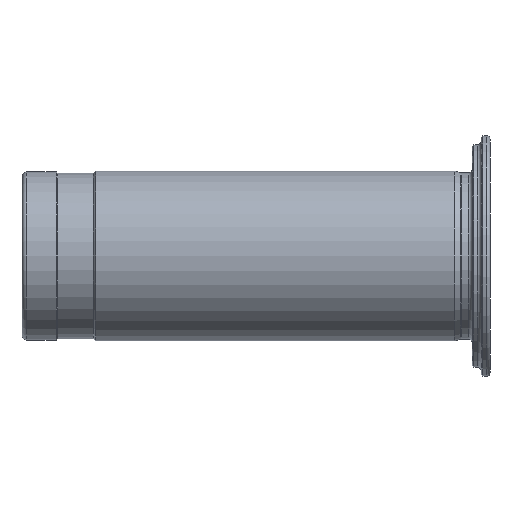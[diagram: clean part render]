
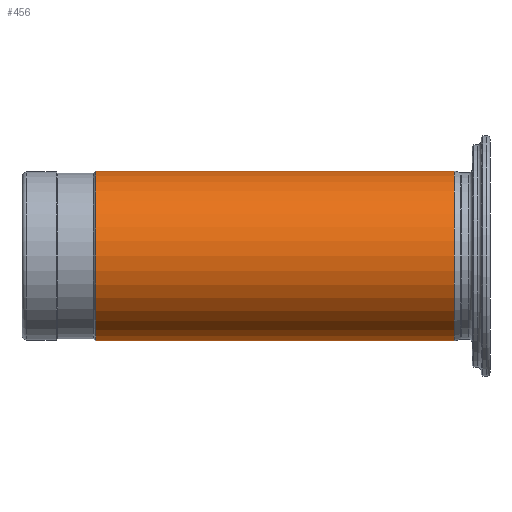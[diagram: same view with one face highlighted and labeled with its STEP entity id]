
A CAD part, front view. The second image highlights one B-rep face of the part: STEP entity #456.
In plain terms, the highlighted cylindrical face has radius 9.525 mm (diameter 19.05 mm), a full revolution.
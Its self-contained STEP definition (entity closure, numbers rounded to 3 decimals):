
#34=LINE('',#778,#51);
#51=VECTOR('',#615,9.525);
#66=CYLINDRICAL_SURFACE('',#516,9.525);
#78=FACE_OUTER_BOUND('',#107,.T.);
#107=EDGE_LOOP('',(#307,#308,#309,#310));
#142=CIRCLE('',#515,9.525);
#143=CIRCLE('',#517,9.525);
#188=VERTEX_POINT('',#772);
#189=VERTEX_POINT('',#776);
#231=EDGE_CURVE('',#188,#188,#142,.T.);
#233=EDGE_CURVE('',#189,#189,#143,.T.);
#234=EDGE_CURVE('',#189,#188,#34,.T.);
#307=ORIENTED_EDGE('',*,*,#233,.F.);
#308=ORIENTED_EDGE('',*,*,#234,.T.);
#309=ORIENTED_EDGE('',*,*,#231,.T.);
#310=ORIENTED_EDGE('',*,*,#234,.F.);
#456=ADVANCED_FACE('',(#78),#66,.T.);
#515=AXIS2_PLACEMENT_3D('',#773,#608,#609);
#516=AXIS2_PLACEMENT_3D('',#775,#611,#612);
#517=AXIS2_PLACEMENT_3D('',#777,#613,#614);
#608=DIRECTION('center_axis',(1.,0.,0.));
#609=DIRECTION('ref_axis',(0.,0.,-1.));
#611=DIRECTION('center_axis',(1.,0.,0.));
#612=DIRECTION('ref_axis',(0.,1.,0.));
#613=DIRECTION('center_axis',(1.,0.,0.));
#614=DIRECTION('ref_axis',(0.,0.,-1.));
#615=DIRECTION('',(-1.,0.,0.));
#772=CARTESIAN_POINT('',(-44.25,-9.525,0.));
#773=CARTESIAN_POINT('Origin',(-44.25,0.,0.));
#775=CARTESIAN_POINT('Origin',(-24.125,0.,0.));
#776=CARTESIAN_POINT('',(-4.,-9.525,0.));
#777=CARTESIAN_POINT('Origin',(-4.,0.,0.));
#778=CARTESIAN_POINT('',(-24.125,-9.525,0.));
